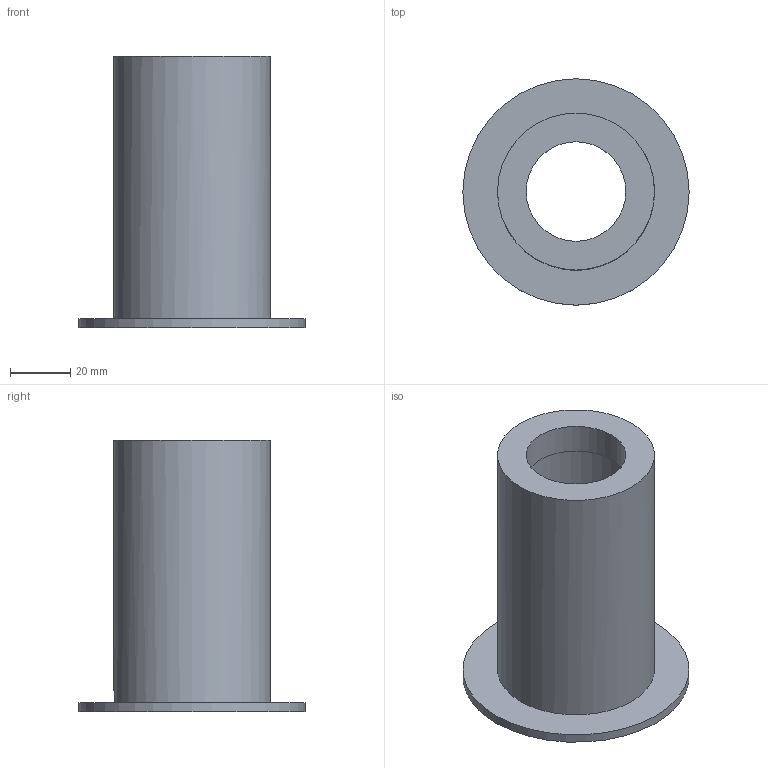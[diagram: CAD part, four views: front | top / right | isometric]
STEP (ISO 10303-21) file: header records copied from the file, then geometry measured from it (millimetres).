
FILE_DESCRIPTION(/* description */ (''),/* implementation_level */ '2;1');
FILE_NAME(/* name */ 'lamp2 v3.stp',/* time_stamp */ '2022-09-22T11:51:19+02:00',/* author */ (''),/* organization */ (''),/* preprocessor_version */ 'ST-DEVELOPER v19',/* originating_system */ 'Autodesk Translation Framework v11.7.0.108',/* authorisation */ '');
FILE_SCHEMA (('AUTOMOTIVE_DESIGN { 1 0 10303 214 3 1 1 }'));
Length unit declared in the file: millimetre
Products named in the file (1): lamp2
Bounding box: 75 x 75 x 90 mm (x, y, z)
Volume: 71597.5 mm3; surface area: 34867.6 mm2
Topology: 2 solids, 2 shells, 15 faces, 30 edges, 20 vertices
Faces by surface type: plane 8, cylinder 7
Full cylindrical faces by diameter (mm): 33 x1, 41 x1, 44 x1, 52 x2, 75 x1
Entity records: 468 total; most frequent: CARTESIAN_POINT 100, DIRECTION 74, ORIENTED_EDGE 60, EDGE_CURVE 30, AXIS2_PLACEMENT_3D 30, EDGE_LOOP 20, VERTEX_POINT 20, FACE_OUTER_BOUND 15
